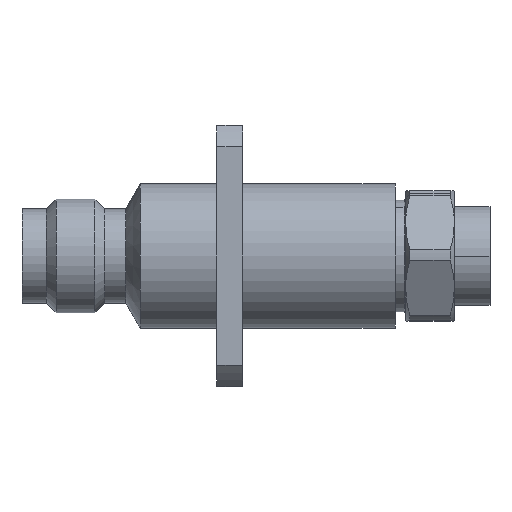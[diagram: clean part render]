
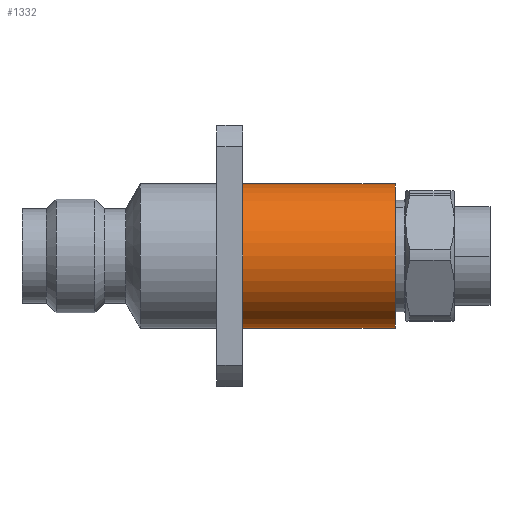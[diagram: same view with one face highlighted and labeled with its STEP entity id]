
A CAD part, front view. The second image highlights one B-rep face of the part: STEP entity #1332.
In plain terms, the highlighted cylindrical face has radius 4.45 mm (diameter 8.9 mm), a partial arc.
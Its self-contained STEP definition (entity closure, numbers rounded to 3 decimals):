
#381 = EDGE_LOOP ( 'NONE', ( #6040, #6495, #6059, #6470 ) ) ;
#658 = DIRECTION ( 'NONE',  ( -1., 0., 0. ) ) ;
#659 = CARTESIAN_POINT ( 'NONE',  ( -19.172, 21.617, 10.008 ) ) ;
#660 = DIRECTION ( 'NONE',  ( 0., 0., 1. ) ) ;
#729 = CARTESIAN_POINT ( 'NONE',  ( -28.572, 21.617, 10.008 ) ) ;
#751 = DIRECTION ( 'NONE',  ( 0., 0., 1. ) ) ;
#752 = DIRECTION ( 'NONE',  ( 1., 0., 0. ) ) ;
#876 = DIRECTION ( 'NONE',  ( -1., 0., 0. ) ) ;
#880 = CARTESIAN_POINT ( 'NONE',  ( -42.172, 21.617, 5.558 ) ) ;
#1332 = ADVANCED_FACE ( 'NONE', ( #2005 ), #2002, .T. ) ;
#2002 = CYLINDRICAL_SURFACE ( 'NONE', #2938, 4.45 ) ;
#2005 = FACE_OUTER_BOUND ( 'NONE', #381, .T. ) ;
#2105 = LINE ( 'NONE', #6957, #2109 ) ;
#2109 = VECTOR ( 'NONE', #6951, 1000. ) ;
#2236 = VERTEX_POINT ( 'NONE', #7610 ) ;
#2239 = VERTEX_POINT ( 'NONE', #7607 ) ;
#2425 = VERTEX_POINT ( 'NONE', #7576 ) ;
#2595 = VERTEX_POINT ( 'NONE', #7463 ) ;
#2936 = EDGE_CURVE ( 'NONE', #2239, #2425, #2105, .T. ) ;
#2938 = AXIS2_PLACEMENT_3D ( 'NONE', #5488, #5492, #5478 ) ;
#3011 = EDGE_CURVE ( 'NONE', #2595, #2236, #8385, .T. ) ;
#3044 = EDGE_CURVE ( 'NONE', #2595, #2239, #8376, .T. ) ;
#3106 = EDGE_CURVE ( 'NONE', #2425, #2236, #8125, .T. ) ;
#5478 = DIRECTION ( 'NONE',  ( 0., 0., 1. ) ) ;
#5488 = CARTESIAN_POINT ( 'NONE',  ( -42.172, 21.617, 10.008 ) ) ;
#5492 = DIRECTION ( 'NONE',  ( -1., 0., 0. ) ) ;
#6040 = ORIENTED_EDGE ( 'NONE', *, *, #3011, .F. ) ;
#6059 = ORIENTED_EDGE ( 'NONE', *, *, #2936, .T. ) ;
#6470 = ORIENTED_EDGE ( 'NONE', *, *, #3106, .T. ) ;
#6495 = ORIENTED_EDGE ( 'NONE', *, *, #3044, .T. ) ;
#6951 = DIRECTION ( 'NONE',  ( -1., 0., 0. ) ) ;
#6957 = CARTESIAN_POINT ( 'NONE',  ( -42.172, 21.617, 14.458 ) ) ;
#7463 = CARTESIAN_POINT ( 'NONE',  ( -19.172, 21.617, 5.558 ) ) ;
#7576 = CARTESIAN_POINT ( 'NONE',  ( -28.572, 21.617, 14.458 ) ) ;
#7607 = CARTESIAN_POINT ( 'NONE',  ( -19.172, 21.617, 14.458 ) ) ;
#7610 = CARTESIAN_POINT ( 'NONE',  ( -28.572, 21.617, 5.558 ) ) ;
#8125 = CIRCLE ( 'NONE', #8578, 4.45 ) ;
#8289 = VECTOR ( 'NONE', #876, 1000. ) ;
#8376 = CIRCLE ( 'NONE', #8555, 4.45 ) ;
#8385 = LINE ( 'NONE', #880, #8289 ) ;
#8555 = AXIS2_PLACEMENT_3D ( 'NONE', #659, #658, #660 ) ;
#8578 = AXIS2_PLACEMENT_3D ( 'NONE', #729, #752, #751 ) ;
